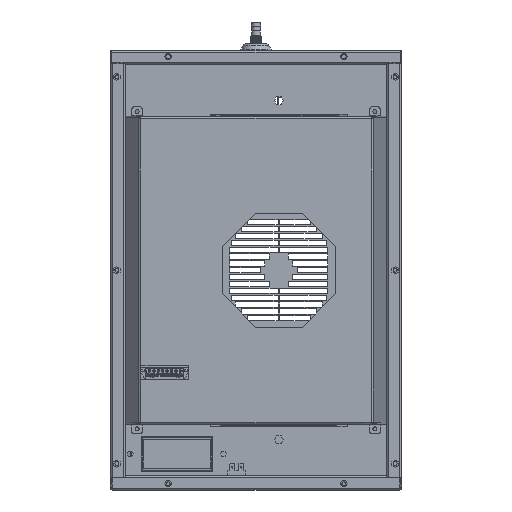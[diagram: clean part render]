
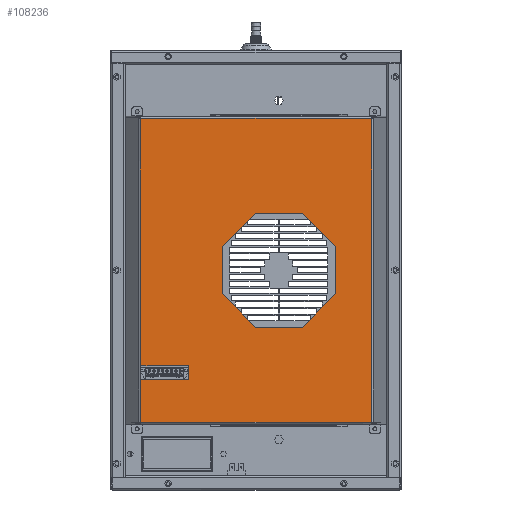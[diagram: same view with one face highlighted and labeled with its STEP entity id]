
A CAD part, front view. The second image highlights one B-rep face of the part: STEP entity #108236.
In plain terms, the highlighted planar face has unit normal (0, -1, 0).
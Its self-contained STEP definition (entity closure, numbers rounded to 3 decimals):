
#105302=DIRECTION('',(-0.707,0.,0.707));
#105303=VECTOR('',#105302,0.5);
#105304=CARTESIAN_POINT('',(105.569,0.,-172.293));
#105305=LINE('',#105304,#105303);
#105306=DIRECTION('',(-0.707,0.,-0.707));
#105307=VECTOR('',#105306,1.);
#105308=CARTESIAN_POINT('',(105.215,0.,-171.939));
#105309=LINE('',#105308,#105307);
#105310=DIRECTION('',(0.707,0.,-0.707));
#105311=VECTOR('',#105310,0.5);
#105312=CARTESIAN_POINT('',(104.508,0.,-172.646));
#105313=LINE('',#105312,#105311);
#105314=DIRECTION('',(0.707,0.,0.707));
#105315=VECTOR('',#105314,0.5);
#105316=CARTESIAN_POINT('',(-156.862,0.,-173.));
#105317=LINE('',#105316,#105315);
#105318=DIRECTION('',(-0.707,0.,0.707));
#105319=VECTOR('',#105318,1.);
#105320=CARTESIAN_POINT('',(-156.508,0.,-172.646));
#105321=LINE('',#105320,#105319);
#105322=DIRECTION('',(-0.707,0.,-0.707));
#105323=VECTOR('',#105322,0.5);
#105324=CARTESIAN_POINT('',(-157.215,0.,-171.939));
#105325=LINE('',#105324,#105323);
#105326=DIRECTION('',(0.707,0.,-0.707));
#105327=VECTOR('',#105326,0.5);
#105328=CARTESIAN_POINT('',(-157.569,0.,172.293));
#105329=LINE('',#105328,#105327);
#105330=DIRECTION('',(0.707,0.,0.707));
#105331=VECTOR('',#105330,1.);
#105332=CARTESIAN_POINT('',(-157.215,0.,171.939));
#105333=LINE('',#105332,#105331);
#105334=DIRECTION('',(-0.707,0.,0.707));
#105335=VECTOR('',#105334,0.5);
#105336=CARTESIAN_POINT('',(-156.508,0.,172.646));
#105337=LINE('',#105336,#105335);
#105338=DIRECTION('',(-0.707,0.,-0.707));
#105339=VECTOR('',#105338,0.5);
#105340=CARTESIAN_POINT('',(104.862,0.,173.));
#105341=LINE('',#105340,#105339);
#105342=DIRECTION('',(0.707,0.,-0.707));
#105343=VECTOR('',#105342,1.);
#105344=CARTESIAN_POINT('',(104.508,0.,172.646));
#105345=LINE('',#105344,#105343);
#105346=DIRECTION('',(0.707,0.,0.707));
#105347=VECTOR('',#105346,0.5);
#105348=CARTESIAN_POINT('',(105.215,0.,171.939));
#105349=LINE('',#105348,#105347);
#105350=DIRECTION('',(-0.707,0.,0.707));
#105351=VECTOR('',#105350,53.576);
#105352=CARTESIAN_POINT('',(64.672,0.,26.788));
#105353=LINE('',#105352,#105351);
#105354=DIRECTION('',(-0.707,0.,-0.707));
#105355=VECTOR('',#105354,53.576);
#105356=CARTESIAN_POINT('',(-26.788,0.,64.672));
#105357=LINE('',#105356,#105355);
#105358=DIRECTION('',(0.707,0.,-0.707));
#105359=VECTOR('',#105358,53.576);
#105360=CARTESIAN_POINT('',(-64.672,0.,-26.788));
#105361=LINE('',#105360,#105359);
#105362=DIRECTION('',(0.707,0.,0.707));
#105363=VECTOR('',#105362,53.576);
#105364=CARTESIAN_POINT('',(26.788,0.,-64.672));
#105365=LINE('',#105364,#105363);
#105388=DIRECTION('',(0.,0.,1.));
#105389=VECTOR('',#105388,344.586);
#105390=CARTESIAN_POINT('',(105.569,0.,-172.293));
#105391=LINE('',#105390,#105389);
#105693=DIRECTION('',(0.,0.,-1.));
#105694=VECTOR('',#105693,344.586);
#105695=CARTESIAN_POINT('',(-157.569,0.,172.293));
#105696=LINE('',#105695,#105694);
#105747=DIRECTION('',(1.,0.,0.));
#105748=VECTOR('',#105747,261.724);
#105749=CARTESIAN_POINT('',(-156.862,0.,-173.));
#105750=LINE('',#105749,#105748);
#107458=DIRECTION('',(0.,0.,-1.));
#107459=VECTOR('',#107458,53.576);
#107460=CARTESIAN_POINT('',(64.672,0.,26.788));
#107461=LINE('',#107460,#107459);
#107470=DIRECTION('',(-1.,0.,0.));
#107471=VECTOR('',#107470,53.576);
#107472=CARTESIAN_POINT('',(26.788,0.,-64.672));
#107473=LINE('',#107472,#107471);
#107482=DIRECTION('',(0.,0.,1.));
#107483=VECTOR('',#107482,53.576);
#107484=CARTESIAN_POINT('',(-64.672,0.,-26.788));
#107485=LINE('',#107484,#107483);
#107494=DIRECTION('',(1.,0.,0.));
#107495=VECTOR('',#107494,53.576);
#107496=CARTESIAN_POINT('',(-26.788,0.,64.672));
#107497=LINE('',#107496,#107495);
#107502=DIRECTION('',(-1.,0.,0.));
#107503=VECTOR('',#107502,54.529);
#107504=CARTESIAN_POINT('',(-102.436,0.,-124.3));
#107505=LINE('',#107504,#107503);
#107510=DIRECTION('',(0.,0.,1.));
#107511=VECTOR('',#107510,15.6);
#107512=CARTESIAN_POINT('',(-156.964,0.,-124.3));
#107513=LINE('',#107512,#107511);
#107518=DIRECTION('',(1.,0.,0.));
#107519=VECTOR('',#107518,54.529);
#107520=CARTESIAN_POINT('',(-156.964,0.,-108.7));
#107521=LINE('',#107520,#107519);
#107526=DIRECTION('',(0.,0.,-1.));
#107527=VECTOR('',#107526,15.6);
#107528=CARTESIAN_POINT('',(-102.436,0.,-108.7));
#107529=LINE('',#107528,#107527);
#107538=DIRECTION('',(-1.,0.,0.));
#107539=VECTOR('',#107538,261.724);
#107540=CARTESIAN_POINT('',(104.862,0.,173.));
#107541=LINE('',#107540,#107539);
#107542=CARTESIAN_POINT('',(105.569,0.,-172.293));
#107543=CARTESIAN_POINT('',(105.215,0.,-171.939));
#107544=VERTEX_POINT('',#107542);
#107545=VERTEX_POINT('',#107543);
#107546=CARTESIAN_POINT('',(104.508,0.,-172.646));
#107547=VERTEX_POINT('',#107546);
#107548=CARTESIAN_POINT('',(104.862,0.,-173.));
#107549=VERTEX_POINT('',#107548);
#107550=CARTESIAN_POINT('',(-156.862,0.,-173.));
#107551=VERTEX_POINT('',#107550);
#107552=CARTESIAN_POINT('',(-156.508,0.,-172.646));
#107553=VERTEX_POINT('',#107552);
#107554=CARTESIAN_POINT('',(-157.215,0.,-171.939));
#107555=VERTEX_POINT('',#107554);
#107556=CARTESIAN_POINT('',(-157.569,0.,-172.293));
#107557=VERTEX_POINT('',#107556);
#107558=CARTESIAN_POINT('',(-157.569,0.,172.293));
#107559=VERTEX_POINT('',#107558);
#107560=CARTESIAN_POINT('',(-157.215,0.,171.939));
#107561=VERTEX_POINT('',#107560);
#107562=CARTESIAN_POINT('',(-156.508,0.,172.646));
#107563=VERTEX_POINT('',#107562);
#107564=CARTESIAN_POINT('',(-156.862,0.,173.));
#107565=VERTEX_POINT('',#107564);
#107566=CARTESIAN_POINT('',(104.862,0.,173.));
#107567=VERTEX_POINT('',#107566);
#107568=CARTESIAN_POINT('',(104.508,0.,172.646));
#107569=VERTEX_POINT('',#107568);
#107570=CARTESIAN_POINT('',(105.215,0.,171.939));
#107571=VERTEX_POINT('',#107570);
#107572=CARTESIAN_POINT('',(105.569,0.,172.293));
#107573=VERTEX_POINT('',#107572);
#107574=CARTESIAN_POINT('',(64.672,0.,26.788));
#107575=CARTESIAN_POINT('',(26.788,0.,64.672));
#107576=VERTEX_POINT('',#107574);
#107577=VERTEX_POINT('',#107575);
#107578=CARTESIAN_POINT('',(-26.788,0.,64.672));
#107579=VERTEX_POINT('',#107578);
#107580=CARTESIAN_POINT('',(-64.672,0.,26.788));
#107581=VERTEX_POINT('',#107580);
#107582=CARTESIAN_POINT('',(-64.672,0.,-26.788));
#107583=VERTEX_POINT('',#107582);
#107584=CARTESIAN_POINT('',(-26.788,0.,-64.672));
#107585=VERTEX_POINT('',#107584);
#107586=CARTESIAN_POINT('',(26.788,0.,-64.672));
#107587=VERTEX_POINT('',#107586);
#107588=CARTESIAN_POINT('',(64.672,0.,-26.788));
#107589=VERTEX_POINT('',#107588);
#107590=CARTESIAN_POINT('',(-102.436,0.,-124.3));
#107591=CARTESIAN_POINT('',(-156.964,0.,-124.3));
#107592=VERTEX_POINT('',#107590);
#107593=VERTEX_POINT('',#107591);
#107594=CARTESIAN_POINT('',(-102.436,0.,-108.7));
#107595=VERTEX_POINT('',#107594);
#107596=CARTESIAN_POINT('',(-156.964,0.,-108.7));
#107597=VERTEX_POINT('',#107596);
#108169=CARTESIAN_POINT('',(0.,0.,0.));
#108170=DIRECTION('',(0.,1.,0.));
#108171=DIRECTION('',(-1.,0.,0.));
#108172=AXIS2_PLACEMENT_3D('',#108169,#108170,#108171);
#108173=PLANE('',#108172);
#108175=ORIENTED_EDGE('',*,*,#108174,.T.);
#108177=ORIENTED_EDGE('',*,*,#108176,.T.);
#108179=ORIENTED_EDGE('',*,*,#108178,.T.);
#108181=ORIENTED_EDGE('',*,*,#108180,.F.);
#108183=ORIENTED_EDGE('',*,*,#108182,.T.);
#108185=ORIENTED_EDGE('',*,*,#108184,.T.);
#108187=ORIENTED_EDGE('',*,*,#108186,.T.);
#108189=ORIENTED_EDGE('',*,*,#108188,.F.);
#108191=ORIENTED_EDGE('',*,*,#108190,.T.);
#108193=ORIENTED_EDGE('',*,*,#108192,.T.);
#108195=ORIENTED_EDGE('',*,*,#108194,.T.);
#108197=ORIENTED_EDGE('',*,*,#108196,.F.);
#108199=ORIENTED_EDGE('',*,*,#108198,.T.);
#108201=ORIENTED_EDGE('',*,*,#108200,.T.);
#108203=ORIENTED_EDGE('',*,*,#108202,.T.);
#108205=ORIENTED_EDGE('',*,*,#108204,.F.);
#108206=EDGE_LOOP('',(#108175,#108177,#108179,#108181,#108183,#108185,#108187,
#108189,#108191,#108193,#108195,#108197,#108199,#108201,#108203,#108205));
#108207=FACE_OUTER_BOUND('',#108206,.F.);
#108209=ORIENTED_EDGE('',*,*,#108208,.T.);
#108211=ORIENTED_EDGE('',*,*,#108210,.F.);
#108213=ORIENTED_EDGE('',*,*,#108212,.T.);
#108215=ORIENTED_EDGE('',*,*,#108214,.F.);
#108217=ORIENTED_EDGE('',*,*,#108216,.T.);
#108219=ORIENTED_EDGE('',*,*,#108218,.F.);
#108221=ORIENTED_EDGE('',*,*,#108220,.T.);
#108223=ORIENTED_EDGE('',*,*,#108222,.F.);
#108224=EDGE_LOOP('',(#108209,#108211,#108213,#108215,#108217,#108219,#108221,
#108223));
#108225=FACE_BOUND('',#108224,.F.);
#108227=ORIENTED_EDGE('',*,*,#108226,.F.);
#108229=ORIENTED_EDGE('',*,*,#108228,.F.);
#108231=ORIENTED_EDGE('',*,*,#108230,.F.);
#108233=ORIENTED_EDGE('',*,*,#108232,.F.);
#108234=EDGE_LOOP('',(#108227,#108229,#108231,#108233));
#108235=FACE_BOUND('',#108234,.F.);
#108236=ADVANCED_FACE('',(#108207,#108225,#108235),#108173,.F.);
#108174=EDGE_CURVE('',#107544,#107545,#105305,.T.);
#108176=EDGE_CURVE('',#107545,#107547,#105309,.T.);
#108178=EDGE_CURVE('',#107547,#107549,#105313,.T.);
#108180=EDGE_CURVE('',#107551,#107549,#105750,.T.);
#108182=EDGE_CURVE('',#107551,#107553,#105317,.T.);
#108184=EDGE_CURVE('',#107553,#107555,#105321,.T.);
#108186=EDGE_CURVE('',#107555,#107557,#105325,.T.);
#108188=EDGE_CURVE('',#107559,#107557,#105696,.T.);
#108190=EDGE_CURVE('',#107559,#107561,#105329,.T.);
#108192=EDGE_CURVE('',#107561,#107563,#105333,.T.);
#108194=EDGE_CURVE('',#107563,#107565,#105337,.T.);
#108196=EDGE_CURVE('',#107567,#107565,#107541,.T.);
#108198=EDGE_CURVE('',#107567,#107569,#105341,.T.);
#108200=EDGE_CURVE('',#107569,#107571,#105345,.T.);
#108202=EDGE_CURVE('',#107571,#107573,#105349,.T.);
#108204=EDGE_CURVE('',#107544,#107573,#105391,.T.);
#108208=EDGE_CURVE('',#107576,#107577,#105353,.T.);
#108210=EDGE_CURVE('',#107579,#107577,#107497,.T.);
#108212=EDGE_CURVE('',#107579,#107581,#105357,.T.);
#108214=EDGE_CURVE('',#107583,#107581,#107485,.T.);
#108216=EDGE_CURVE('',#107583,#107585,#105361,.T.);
#108218=EDGE_CURVE('',#107587,#107585,#107473,.T.);
#108220=EDGE_CURVE('',#107587,#107589,#105365,.T.);
#108222=EDGE_CURVE('',#107576,#107589,#107461,.T.);
#108226=EDGE_CURVE('',#107592,#107593,#107505,.T.);
#108228=EDGE_CURVE('',#107595,#107592,#107529,.T.);
#108230=EDGE_CURVE('',#107597,#107595,#107521,.T.);
#108232=EDGE_CURVE('',#107593,#107597,#107513,.T.);
